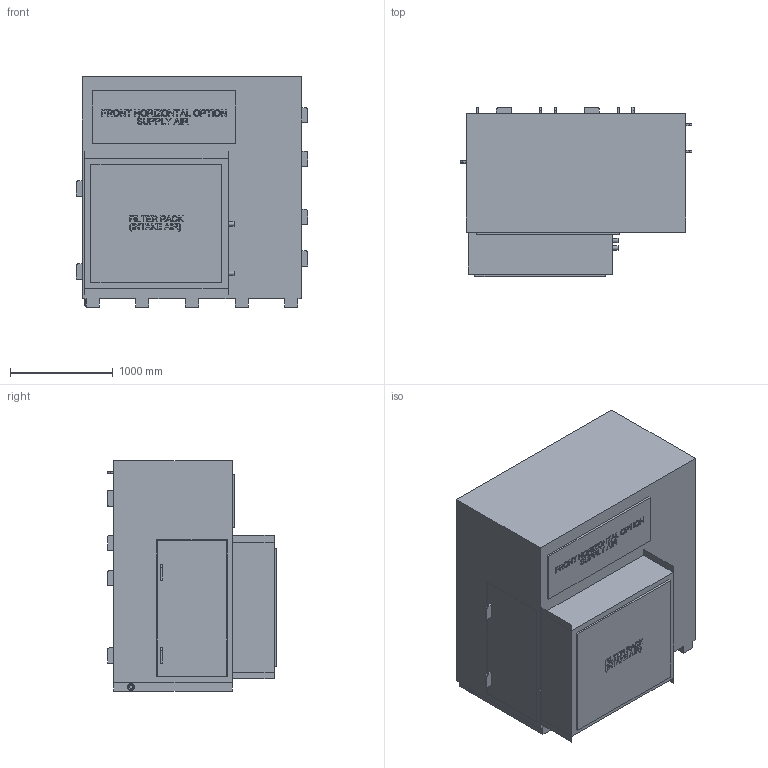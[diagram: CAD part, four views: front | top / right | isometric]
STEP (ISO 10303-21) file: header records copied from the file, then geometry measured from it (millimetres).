
FILE_DESCRIPTION(/* description */ ('PR E8 Desiccant'),/* implementation_level */ '2;1');
FILE_NAME(/* name */ 'MI A V (HORIZ FRNT) (HWC)',/* time_stamp */ '2022-02-11T10:32:18-05:00',/* author */ ('Joshua Ramsey'),/* organization */ ('Addison-HVAC'),/* preprocessor_version */ 'ST-DEVELOPER v18.1',/* originating_system */ 'Solid Edge',/* authorisation */ 'Unknown');
FILE_SCHEMA (('AUTOMOTIVE_DESIGN {1 0 10303 214 3 1 1}'));
Length unit declared in the file: inch
Products named in the file (1): MI A 3D CAD
Bounding box: 2250.32 x 1640.65 x 2236.61 mm (x, y, z)
Volume: 6102050638.5 mm3; surface area: 24510790.8 mm2
Topology: 1 solids, 1 shells, 683 faces, 1718 edges, 1146 vertices
Faces by surface type: plane 598, bspline 64, cylinder 20, torus 1
Full cylindrical faces by diameter (mm): 29.901 x1, 41.275 x2, 68.263 x1
Entity records: 27185 total; most frequent: CARTESIAN_POINT 12441, ORIENTED_EDGE 3400, DIRECTION 2223, EDGE_CURVE 1700, VERTEX_POINT 1143, LINE 901, VECTOR 901, EDGE_LOOP 807
